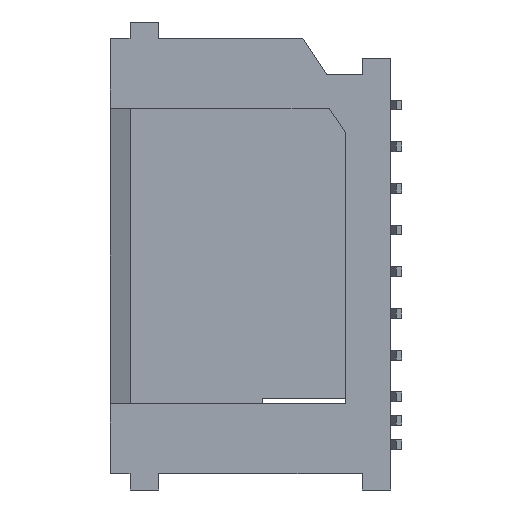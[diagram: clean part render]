
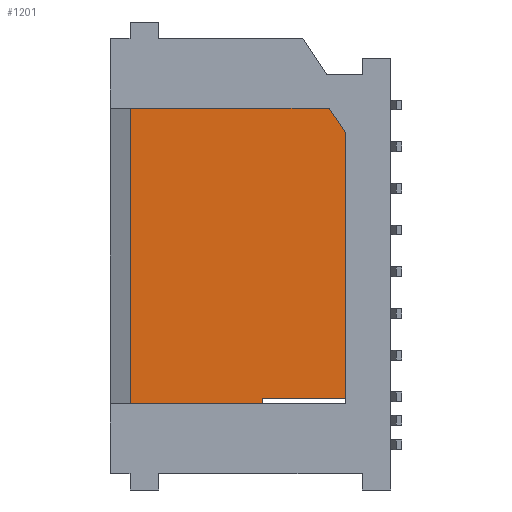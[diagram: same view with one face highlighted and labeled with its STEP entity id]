
A CAD part, front view. The second image highlights one B-rep face of the part: STEP entity #1201.
In plain terms, the highlighted planar face has unit normal (0, -1, 0).
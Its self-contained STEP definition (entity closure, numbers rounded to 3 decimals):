
#30 = CARTESIAN_POINT ( 'NONE',  ( 17.014, 4.4, -18.39 ) ) ;
#145 = CARTESIAN_POINT ( 'NONE',  ( 20.442, 4.4, -40.79 ) ) ;
#177 = DIRECTION ( 'NONE',  ( 0., 1., 0. ) ) ;
#229 = EDGE_CURVE ( 'NONE', #6015, #7388, #1421, .T. ) ;
#246 = DIRECTION ( 'NONE',  ( 0., 0., 1. ) ) ;
#277 = VERTEX_POINT ( 'NONE', #1419 ) ;
#417 = VERTEX_POINT ( 'NONE', #6070 ) ;
#567 = CARTESIAN_POINT ( 'NONE',  ( 5.635, 4.4, -18.39 ) ) ;
#571 = DIRECTION ( 'NONE',  ( 0., 0., -1. ) ) ;
#674 = LINE ( 'NONE', #5316, #3274 ) ;
#686 = EDGE_CURVE ( 'NONE', #277, #417, #2305, .T. ) ;
#848 = VECTOR ( 'NONE', #571, 1000. ) ;
#1049 = FACE_OUTER_BOUND ( 'NONE', #6700, .T. ) ;
#1177 = EDGE_CURVE ( 'NONE', #5857, #6278, #6354, .T. ) ;
#1201 = ADVANCED_FACE ( 'NONE', ( #1049 ), #2579, .F. ) ;
#1206 = EDGE_CURVE ( 'NONE', #6015, #417, #8058, .T. ) ;
#1277 = VECTOR ( 'NONE', #8259, 1000. ) ;
#1288 = VECTOR ( 'NONE', #5047, 1000. ) ;
#1329 = DIRECTION ( 'NONE',  ( 0., 0., 1. ) ) ;
#1380 = CARTESIAN_POINT ( 'NONE',  ( 18.767, 4.4, -18.39 ) ) ;
#1419 = CARTESIAN_POINT ( 'NONE',  ( 13.675, 4.4, -40.29 ) ) ;
#1421 = LINE ( 'NONE', #1380, #3775 ) ;
#1484 = CARTESIAN_POINT ( 'NONE',  ( 4.429, 4.4, -18.39 ) ) ;
#1842 = EDGE_CURVE ( 'NONE', #4931, #5691, #3554, .T. ) ;
#2012 = DIRECTION ( 'NONE',  ( -1., 0., 0. ) ) ;
#2028 = CARTESIAN_POINT ( 'NONE',  ( 18.767, 4.4, -38.59 ) ) ;
#2041 = LINE ( 'NONE', #2764, #6918 ) ;
#2143 = DIRECTION ( 'NONE',  ( -1., 0., 0. ) ) ;
#2148 = VERTEX_POINT ( 'NONE', #2028 ) ;
#2243 = CARTESIAN_POINT ( 'NONE',  ( 4.429, 4.4, -40.29 ) ) ;
#2295 = VECTOR ( 'NONE', #3813, 1000. ) ;
#2305 = LINE ( 'NONE', #7034, #1288 ) ;
#2332 = VECTOR ( 'NONE', #246, 1000. ) ;
#2410 = ORIENTED_EDGE ( 'NONE', *, *, #1177, .F. ) ;
#2579 = PLANE ( 'NONE',  #4097 ) ;
#2591 = ORIENTED_EDGE ( 'NONE', *, *, #686, .F. ) ;
#2685 = DIRECTION ( 'NONE',  ( 0.557, 0., -0.831 ) ) ;
#2764 = CARTESIAN_POINT ( 'NONE',  ( 18.767, 4.4, -18.39 ) ) ;
#2816 = DIRECTION ( 'NONE',  ( -1., 0., 0. ) ) ;
#2938 = ORIENTED_EDGE ( 'NONE', *, *, #1206, .T. ) ;
#3014 = LINE ( 'NONE', #6217, #1277 ) ;
#3184 = EDGE_CURVE ( 'NONE', #7172, #4482, #6978, .T. ) ;
#3274 = VECTOR ( 'NONE', #2012, 1000. ) ;
#3389 = ORIENTED_EDGE ( 'NONE', *, *, #229, .F. ) ;
#3554 = LINE ( 'NONE', #5973, #3979 ) ;
#3603 = CARTESIAN_POINT ( 'NONE',  ( 16.087, 4.4, -18.39 ) ) ;
#3753 = CARTESIAN_POINT ( 'NONE',  ( 13.675, 4.4, -39.09 ) ) ;
#3775 = VECTOR ( 'NONE', #6652, 1000. ) ;
#3789 = EDGE_CURVE ( 'NONE', #4482, #2148, #2041, .T. ) ;
#3813 = DIRECTION ( 'NONE',  ( -1., 0., 0. ) ) ;
#3816 = VECTOR ( 'NONE', #2816, 1000. ) ;
#3979 = VECTOR ( 'NONE', #1329, 1000. ) ;
#4097 = AXIS2_PLACEMENT_3D ( 'NONE', #1484, #177, #5373 ) ;
#4287 = CARTESIAN_POINT ( 'NONE',  ( 13.675, 4.4, -40.79 ) ) ;
#4482 = VERTEX_POINT ( 'NONE', #5924 ) ;
#4528 = EDGE_CURVE ( 'NONE', #5691, #7172, #8022, .T. ) ;
#4638 = LINE ( 'NONE', #4287, #2332 ) ;
#4655 = ORIENTED_EDGE ( 'NONE', *, *, #4528, .F. ) ;
#4761 = EDGE_CURVE ( 'NONE', #6794, #2148, #3014, .T. ) ;
#4805 = CARTESIAN_POINT ( 'NONE',  ( 17.014, 4.4, -40.29 ) ) ;
#4925 = CARTESIAN_POINT ( 'NONE',  ( 17.014, 4.4, -39.09 ) ) ;
#4931 = VERTEX_POINT ( 'NONE', #5262 ) ;
#5047 = DIRECTION ( 'NONE',  ( 0., 0., -1. ) ) ;
#5120 = EDGE_CURVE ( 'NONE', #5857, #5461, #674, .T. ) ;
#5139 = VECTOR ( 'NONE', #2143, 1000. ) ;
#5262 = CARTESIAN_POINT ( 'NONE',  ( 5.635, 4.4, -41.39 ) ) ;
#5304 = EDGE_CURVE ( 'NONE', #6278, #277, #7267, .T. ) ;
#5316 = CARTESIAN_POINT ( 'NONE',  ( 4.429, 4.4, -39.09 ) ) ;
#5327 = DIRECTION ( 'NONE',  ( 1., 0., 0. ) ) ;
#5373 = DIRECTION ( 'NONE',  ( 0., 0., 1. ) ) ;
#5387 = CARTESIAN_POINT ( 'NONE',  ( 4.429, 4.4, -18.39 ) ) ;
#5461 = VERTEX_POINT ( 'NONE', #3753 ) ;
#5529 = VECTOR ( 'NONE', #5327, 1000. ) ;
#5574 = ORIENTED_EDGE ( 'NONE', *, *, #3184, .F. ) ;
#5691 = VERTEX_POINT ( 'NONE', #567 ) ;
#5729 = ORIENTED_EDGE ( 'NONE', *, *, #7226, .F. ) ;
#5794 = ORIENTED_EDGE ( 'NONE', *, *, #1842, .F. ) ;
#5857 = VERTEX_POINT ( 'NONE', #4925 ) ;
#5924 = CARTESIAN_POINT ( 'NONE',  ( 18.767, 4.4, -22.39 ) ) ;
#5973 = CARTESIAN_POINT ( 'NONE',  ( 5.635, 4.4, -18.39 ) ) ;
#6011 = CARTESIAN_POINT ( 'NONE',  ( 16.087, 4.4, -18.39 ) ) ;
#6015 = VERTEX_POINT ( 'NONE', #6292 ) ;
#6070 = CARTESIAN_POINT ( 'NONE',  ( 13.675, 4.4, -40.79 ) ) ;
#6217 = CARTESIAN_POINT ( 'NONE',  ( 13.675, 4.4, -38.59 ) ) ;
#6278 = VERTEX_POINT ( 'NONE', #4805 ) ;
#6292 = CARTESIAN_POINT ( 'NONE',  ( 18.767, 4.4, -40.79 ) ) ;
#6354 = LINE ( 'NONE', #30, #848 ) ;
#6450 = EDGE_CURVE ( 'NONE', #5461, #6794, #4638, .T. ) ;
#6652 = DIRECTION ( 'NONE',  ( 0., 0., -1. ) ) ;
#6700 = EDGE_LOOP ( 'NONE', ( #7800, #5574, #4655, #5794, #5729, #3389, #2938, #2591, #8533, #2410, #7090, #7505, #7915 ) ) ;
#6794 = VERTEX_POINT ( 'NONE', #7165 ) ;
#6918 = VECTOR ( 'NONE', #7345, 1000. ) ;
#6978 = LINE ( 'NONE', #6011, #7292 ) ;
#7034 = CARTESIAN_POINT ( 'NONE',  ( 13.675, 4.4, -18.39 ) ) ;
#7090 = ORIENTED_EDGE ( 'NONE', *, *, #5120, .T. ) ;
#7128 = CARTESIAN_POINT ( 'NONE',  ( 4.429, 4.4, -41.39 ) ) ;
#7165 = CARTESIAN_POINT ( 'NONE',  ( 13.675, 4.4, -38.59 ) ) ;
#7172 = VERTEX_POINT ( 'NONE', #3603 ) ;
#7226 = EDGE_CURVE ( 'NONE', #7388, #4931, #8526, .T. ) ;
#7228 = CARTESIAN_POINT ( 'NONE',  ( 18.767, 4.4, -41.39 ) ) ;
#7267 = LINE ( 'NONE', #2243, #3816 ) ;
#7292 = VECTOR ( 'NONE', #2685, 1000. ) ;
#7345 = DIRECTION ( 'NONE',  ( 0., 0., -1. ) ) ;
#7388 = VERTEX_POINT ( 'NONE', #7228 ) ;
#7505 = ORIENTED_EDGE ( 'NONE', *, *, #6450, .T. ) ;
#7800 = ORIENTED_EDGE ( 'NONE', *, *, #3789, .F. ) ;
#7915 = ORIENTED_EDGE ( 'NONE', *, *, #4761, .T. ) ;
#8022 = LINE ( 'NONE', #5387, #5529 ) ;
#8058 = LINE ( 'NONE', #145, #5139 ) ;
#8259 = DIRECTION ( 'NONE',  ( 1., 0., 0. ) ) ;
#8526 = LINE ( 'NONE', #7128, #2295 ) ;
#8533 = ORIENTED_EDGE ( 'NONE', *, *, #5304, .F. ) ;
